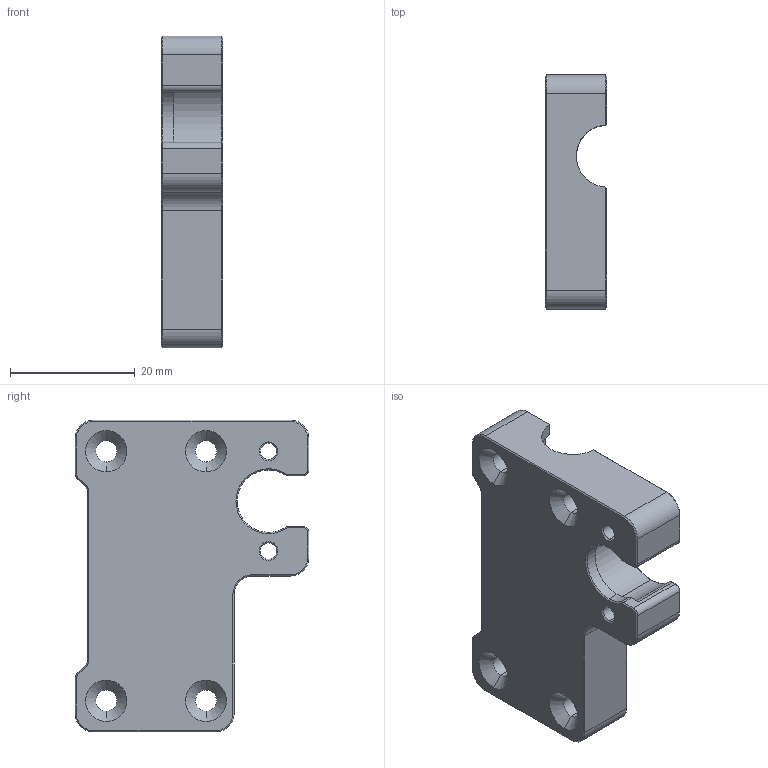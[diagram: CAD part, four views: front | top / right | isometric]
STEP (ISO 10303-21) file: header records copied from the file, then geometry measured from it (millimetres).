
FILE_DESCRIPTION (( 'STEP AP203' ), '1' );
FILE_NAME ('坋趼賑輸NEW_1.STEP', '2021-08-04T04:25:53', ( '' ), ( '' ), 'SwSTEP 2.0', 'SolidWorks 2018', '' );
FILE_SCHEMA (( 'CONFIG_CONTROL_DESIGN' ));
Length unit declared in the file: millimetre
Products named in the file (1): 坋趼賑輸NEW_1
Bounding box: 9.9 x 37.5 x 50 mm (x, y, z)
Volume: 9892.4 mm3; surface area: 5509.2 mm2
Topology: 1 solids, 1 shells, 169 faces, 433 edges, 262 vertices
Faces by surface type: cone 61, plane 61, cylinder 43, bspline 4
Entity records: 5294 total; most frequent: CARTESIAN_POINT 1081, DIRECTION 875, ORIENTED_EDGE 866, EDGE_CURVE 433, AXIS2_PLACEMENT_3D 312, VERTEX_POINT 262, LINE 251, VECTOR 251
